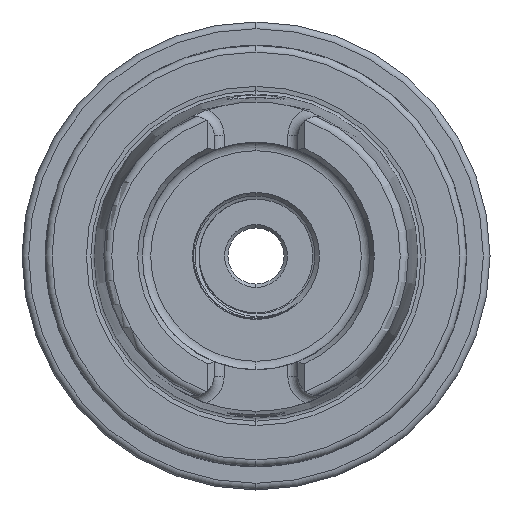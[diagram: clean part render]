
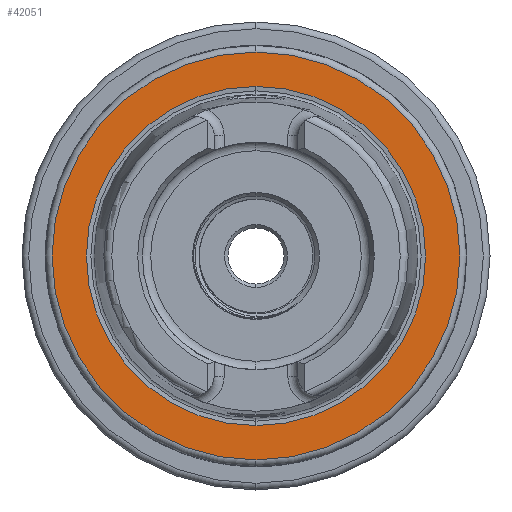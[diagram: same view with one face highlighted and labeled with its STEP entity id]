
A CAD part, left-side view. The second image highlights one B-rep face of the part: STEP entity #42051.
In plain terms, the highlighted planar face has unit normal (-1, 0, 0).
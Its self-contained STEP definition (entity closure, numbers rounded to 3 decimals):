
#1186 = CIRCLE ( 'NONE', #3619, 30.5 ) ;
#1242 = CIRCLE ( 'NONE', #3703, 25.369 ) ;
#3244 = AXIS2_PLACEMENT_3D ( 'NONE', #25337, #25350, #25339 ) ;
#3264 = AXIS2_PLACEMENT_3D ( 'NONE', #24854, #24868, #24831 ) ;
#3619 = AXIS2_PLACEMENT_3D ( 'NONE', #4372, #4385, #4408 ) ;
#3703 = AXIS2_PLACEMENT_3D ( 'NONE', #13599, #13601, #13582 ) ;
#4372 = CARTESIAN_POINT ( 'NONE',  ( 0., 0., 0. ) ) ;
#4385 = DIRECTION ( 'NONE',  ( -1., 0., 0. ) ) ;
#4408 = DIRECTION ( 'NONE',  ( 0., 0., 1. ) ) ;
#6116 = FACE_OUTER_BOUND ( 'NONE', #22675, .T. ) ;
#6142 = FACE_BOUND ( 'NONE', #22672, .T. ) ;
#7710 = VERTEX_POINT ( 'NONE', #12131 ) ;
#7751 = VERTEX_POINT ( 'NONE', #12191 ) ;
#7760 = VERTEX_POINT ( 'NONE', #12193 ) ;
#7800 = VERTEX_POINT ( 'NONE', #12265 ) ;
#8940 = ORIENTED_EDGE ( 'NONE', *, *, #29176, .T. ) ;
#8942 = ORIENTED_EDGE ( 'NONE', *, *, #30334, .T. ) ;
#8959 = ORIENTED_EDGE ( 'NONE', *, *, #29136, .T. ) ;
#12131 = CARTESIAN_POINT ( 'NONE',  ( 0., 0., 30.5 ) ) ;
#12191 = CARTESIAN_POINT ( 'NONE',  ( 0., 0., -30.5 ) ) ;
#12193 = CARTESIAN_POINT ( 'NONE',  ( 0., 0., 25.369 ) ) ;
#12265 = CARTESIAN_POINT ( 'NONE',  ( 0., 0., -25.369 ) ) ;
#13582 = DIRECTION ( 'NONE',  ( 0., 0., -1. ) ) ;
#13599 = CARTESIAN_POINT ( 'NONE',  ( 0., 0., 0. ) ) ;
#13601 = DIRECTION ( 'NONE',  ( 1., 0., 0. ) ) ;
#21630 = ORIENTED_EDGE ( 'NONE', *, *, #30490, .T. ) ;
#22672 = EDGE_LOOP ( 'NONE', ( #21630, #8959 ) ) ;
#22675 = EDGE_LOOP ( 'NONE', ( #8942, #8940 ) ) ;
#24831 = DIRECTION ( 'NONE',  ( 0., 0., -1. ) ) ;
#24854 = CARTESIAN_POINT ( 'NONE',  ( 0., 0., 0. ) ) ;
#24868 = DIRECTION ( 'NONE',  ( 1., 0., 0. ) ) ;
#25337 = CARTESIAN_POINT ( 'NONE',  ( 0., 0., 0. ) ) ;
#25339 = DIRECTION ( 'NONE',  ( 0., 0., 1. ) ) ;
#25350 = DIRECTION ( 'NONE',  ( -1., 0., 0. ) ) ;
#25479 = CIRCLE ( 'NONE', #3264, 25.369 ) ;
#25529 = CIRCLE ( 'NONE', #3244, 30.5 ) ;
#29136 = EDGE_CURVE ( 'NONE', #7800, #7760, #25479, .T. ) ;
#29176 = EDGE_CURVE ( 'NONE', #7751, #7710, #25529, .T. ) ;
#30334 = EDGE_CURVE ( 'NONE', #7710, #7751, #1186, .T. ) ;
#30490 = EDGE_CURVE ( 'NONE', #7760, #7800, #1242, .T. ) ;
#31015 = AXIS2_PLACEMENT_3D ( 'NONE', #43838, #43880, #43878 ) ;
#42051 = ADVANCED_FACE ( 'NONE', ( #6116, #6142 ), #43837, .T. ) ;
#43837 = PLANE ( 'NONE',  #31015 ) ;
#43838 = CARTESIAN_POINT ( 'NONE',  ( 0., 25.369, 0. ) ) ;
#43878 = DIRECTION ( 'NONE',  ( 0., 0., 1. ) ) ;
#43880 = DIRECTION ( 'NONE',  ( -1., 0., 0. ) ) ;
